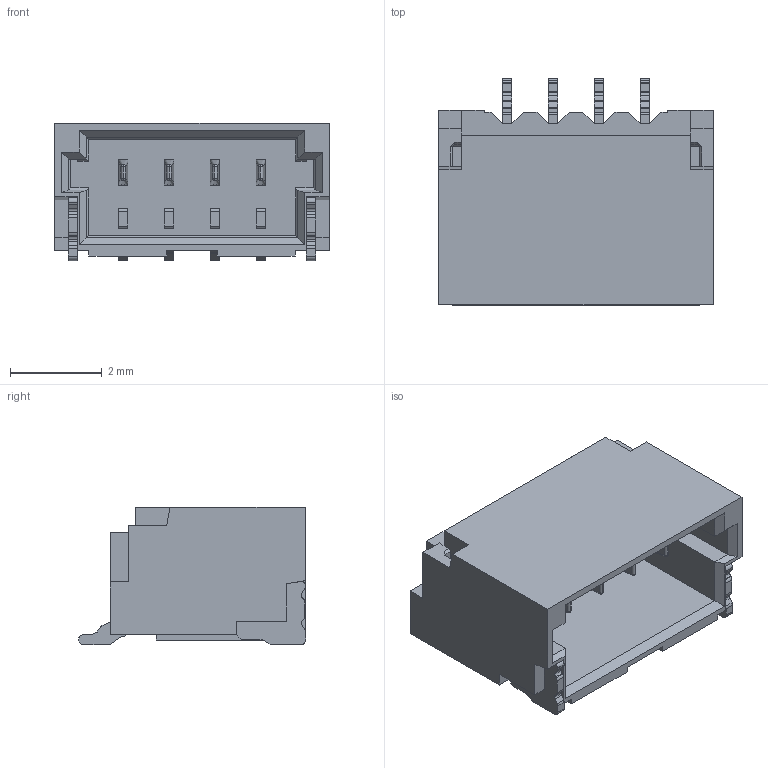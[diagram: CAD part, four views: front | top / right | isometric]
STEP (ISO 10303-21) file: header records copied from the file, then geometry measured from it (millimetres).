
FILE_DESCRIPTION (( 'STEP AP214' ), '1' );
FILE_NAME ('CONN-SMD_4P-P1.00_INCP_IPCW100W14XXXXR.STEP', '2022-11-29T08:13:29', ( '' ), ( '' ), 'SwSTEP 2.0', 'SolidWorks 2020', '' );
FILE_SCHEMA (( 'AUTOMOTIVE_DESIGN' ));
Length unit declared in the file: millimetre
Products named in the file (1): CONN-SMD_4P-P1.00_INCP_IPCW100W14XXXXR
Bounding box: 6 x 4.96 x 3 mm (x, y, z)
Volume: 31.7 mm3; surface area: 185.8 mm2
Topology: 1 solids, 1 shells, 632 faces, 1736 edges, 1114 vertices
Faces by surface type: plane 391, cylinder 127, bspline 98, sphere 16
Entity records: 27230 total; most frequent: CARTESIAN_POINT 4869, ORIENTED_EDGE 3440, DIRECTION 2802, EDGE_CURVE 1720, VECTOR 1244, LINE 1244, VERTEX_POINT 1114, AXIS2_PLACEMENT_3D 779
